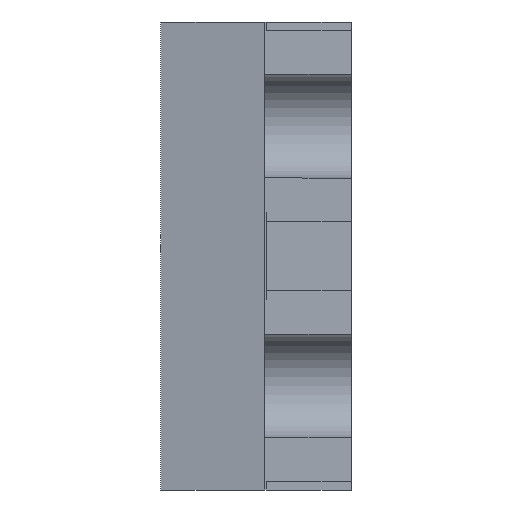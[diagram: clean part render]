
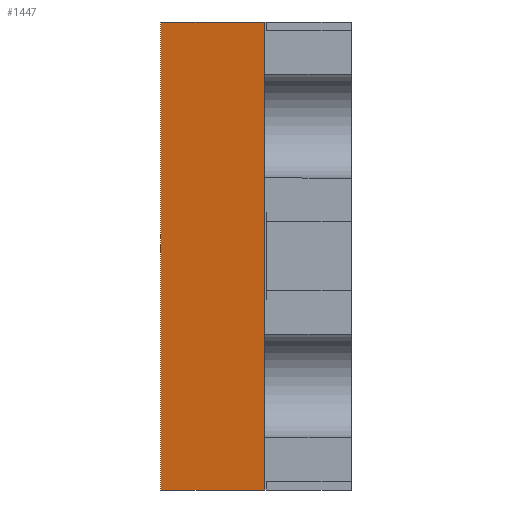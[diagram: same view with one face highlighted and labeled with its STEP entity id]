
A CAD part, left-side view. The second image highlights one B-rep face of the part: STEP entity #1447.
In plain terms, the highlighted planar face has unit normal (-0.985, 0.174, 0).
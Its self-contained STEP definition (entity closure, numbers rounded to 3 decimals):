
#27 = VECTOR ( 'NONE', #916, 1000. ) ;
#40 = LINE ( 'NONE', #2345, #27 ) ;
#89 = CARTESIAN_POINT ( 'NONE',  ( -1., 0.5, 1.35 ) ) ;
#172 = EDGE_CURVE ( 'NONE', #2071, #284, #416, .T. ) ;
#188 = DIRECTION ( 'NONE',  ( -0.174, -0.985, 0. ) ) ;
#220 = ORIENTED_EDGE ( 'NONE', *, *, #2348, .F. ) ;
#284 = VERTEX_POINT ( 'NONE', #1039 ) ;
#312 = VECTOR ( 'NONE', #188, 1000. ) ;
#416 = LINE ( 'NONE', #2119, #449 ) ;
#449 = VECTOR ( 'NONE', #2663, 1000. ) ;
#530 = CARTESIAN_POINT ( 'NONE',  ( -0.894, 1.1, -1.35 ) ) ;
#654 = DIRECTION ( 'NONE',  ( -0.174, -0.985, 0. ) ) ;
#916 = DIRECTION ( 'NONE',  ( 0., 0., 1. ) ) ;
#1039 = CARTESIAN_POINT ( 'NONE',  ( -0.894, 1.1, 1.35 ) ) ;
#1099 = CARTESIAN_POINT ( 'NONE',  ( -0.894, 1.1, -1.35 ) ) ;
#1257 = CARTESIAN_POINT ( 'NONE',  ( -0.894, 1.1, 1.35 ) ) ;
#1381 = DIRECTION ( 'NONE',  ( 0.174, 0.985, 0. ) ) ;
#1392 = CARTESIAN_POINT ( 'NONE',  ( -1., 0.5, -1.35 ) ) ;
#1447 = ADVANCED_FACE ( 'NONE', ( #2279 ), #2107, .T. ) ;
#1676 = CARTESIAN_POINT ( 'NONE',  ( -0.894, 1.1, -3.438 ) ) ;
#1715 = EDGE_CURVE ( 'NONE', #3295, #2227, #40, .T. ) ;
#2071 = VERTEX_POINT ( 'NONE', #1099 ) ;
#2096 = ORIENTED_EDGE ( 'NONE', *, *, #1715, .T. ) ;
#2107 = PLANE ( 'NONE',  #2504 ) ;
#2119 = CARTESIAN_POINT ( 'NONE',  ( -0.894, 1.1, -3.438 ) ) ;
#2133 = DIRECTION ( 'NONE',  ( -0.985, 0.174, 0. ) ) ;
#2227 = VERTEX_POINT ( 'NONE', #89 ) ;
#2247 = ORIENTED_EDGE ( 'NONE', *, *, #172, .F. ) ;
#2279 = FACE_OUTER_BOUND ( 'NONE', #2356, .T. ) ;
#2290 = ORIENTED_EDGE ( 'NONE', *, *, #2955, .F. ) ;
#2345 = CARTESIAN_POINT ( 'NONE',  ( -1., 0.5, -3.438 ) ) ;
#2348 = EDGE_CURVE ( 'NONE', #284, #2227, #2755, .T. ) ;
#2356 = EDGE_LOOP ( 'NONE', ( #2290, #2096, #220, #2247 ) ) ;
#2504 = AXIS2_PLACEMENT_3D ( 'NONE', #1676, #2133, #654 ) ;
#2663 = DIRECTION ( 'NONE',  ( 0., 0., 1. ) ) ;
#2755 = LINE ( 'NONE', #1257, #312 ) ;
#2955 = EDGE_CURVE ( 'NONE', #3295, #2071, #3070, .T. ) ;
#3070 = LINE ( 'NONE', #530, #3145 ) ;
#3145 = VECTOR ( 'NONE', #1381, 1000. ) ;
#3295 = VERTEX_POINT ( 'NONE', #1392 ) ;
